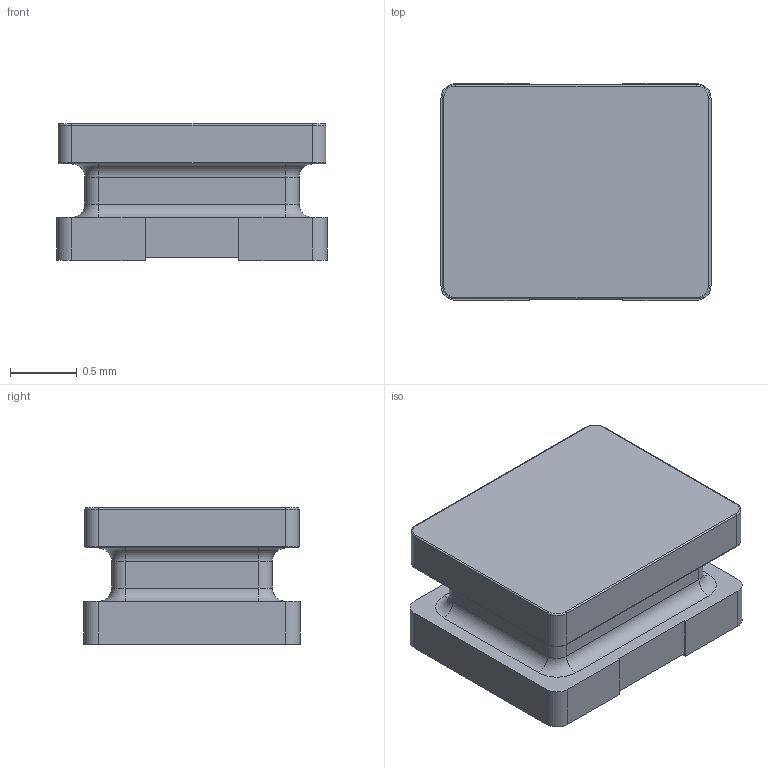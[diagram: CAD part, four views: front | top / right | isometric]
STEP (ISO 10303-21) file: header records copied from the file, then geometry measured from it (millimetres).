
FILE_DESCRIPTION (( 'STEP AP214' ), '1' );
FILE_NAME ('IND-SMD_L2.0-W1.6_VLS201610CX-2R2M.STEP', '2021-10-16T06:33:49', ( '' ), ( '' ), 'SwSTEP 2.0', 'SolidWorks 2018', '' );
FILE_SCHEMA (( 'AUTOMOTIVE_DESIGN' ));
Length unit declared in the file: millimetre
Products named in the file (1): IND-SMD_L2.0-W1.6_VLS201610CX-2R2M
Bounding box: 2.02 x 1.62 x 1.02 mm (x, y, z)
Volume: 2.8 mm3; surface area: 15.1 mm2
Topology: 1 solids, 1 shells, 127 faces, 316 edges, 200 vertices
Faces by surface type: plane 69, cylinder 28, torus 16, bspline 14
Entity records: 5703 total; most frequent: CARTESIAN_POINT 1442, ORIENTED_EDGE 632, DIRECTION 588, EDGE_CURVE 316, LINE 216, VECTOR 216, VERTEX_POINT 200, AXIS2_PLACEMENT_3D 186
